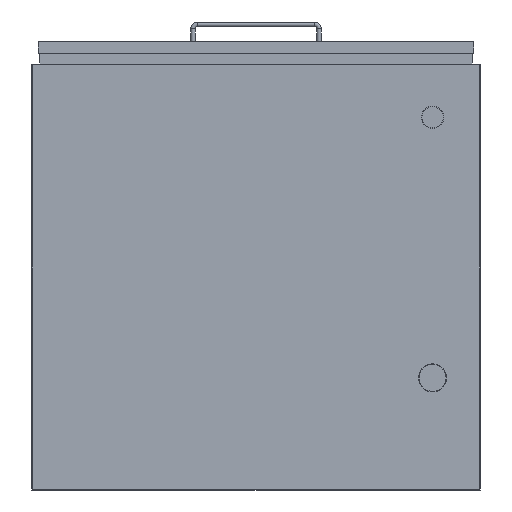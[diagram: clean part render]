
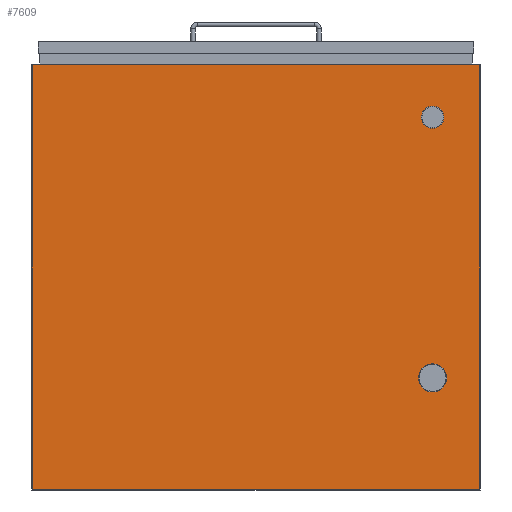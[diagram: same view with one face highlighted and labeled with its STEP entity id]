
A CAD part, front view. The second image highlights one B-rep face of the part: STEP entity #7609.
In plain terms, the highlighted planar face has unit normal (0, -1, 0).
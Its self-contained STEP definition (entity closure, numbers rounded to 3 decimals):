
#76=FACE_BOUND('',#880,.T.);
#77=FACE_BOUND('',#881,.T.);
#93=CIRCLE('',#8104,25.);
#94=CIRCLE('',#8105,25.);
#97=CIRCLE('',#8110,20.);
#98=CIRCLE('',#8111,20.);
#428=FACE_OUTER_BOUND('',#879,.T.);
#879=EDGE_LOOP('',(#5258,#5259,#5260,#5261));
#880=EDGE_LOOP('',(#5262,#5263));
#881=EDGE_LOOP('',(#5264,#5265));
#1411=LINE('',#11163,#2333);
#1413=LINE('',#11167,#2335);
#1415=LINE('',#11171,#2337);
#1417=LINE('',#11174,#2339);
#2333=VECTOR('',#8948,10.);
#2335=VECTOR('',#8952,10.);
#2337=VECTOR('',#8956,10.);
#2339=VECTOR('',#8960,10.);
#3192=VERTEX_POINT('',#11074);
#3193=VERTEX_POINT('',#11076);
#3196=VERTEX_POINT('',#11085);
#3197=VERTEX_POINT('',#11087);
#3222=VERTEX_POINT('',#11160);
#3223=VERTEX_POINT('',#11162);
#3224=VERTEX_POINT('',#11166);
#3225=VERTEX_POINT('',#11170);
#3965=EDGE_CURVE('',#3193,#3192,#93,.T.);
#3966=EDGE_CURVE('',#3192,#3193,#94,.T.);
#3970=EDGE_CURVE('',#3197,#3196,#97,.T.);
#3971=EDGE_CURVE('',#3196,#3197,#98,.T.);
#4007=EDGE_CURVE('',#3222,#3223,#1411,.T.);
#4009=EDGE_CURVE('',#3224,#3222,#1413,.T.);
#4011=EDGE_CURVE('',#3225,#3224,#1415,.T.);
#4013=EDGE_CURVE('',#3223,#3225,#1417,.T.);
#5258=ORIENTED_EDGE('',*,*,#4013,.F.);
#5259=ORIENTED_EDGE('',*,*,#4007,.F.);
#5260=ORIENTED_EDGE('',*,*,#4009,.F.);
#5261=ORIENTED_EDGE('',*,*,#4011,.F.);
#5262=ORIENTED_EDGE('',*,*,#3965,.T.);
#5263=ORIENTED_EDGE('',*,*,#3966,.T.);
#5264=ORIENTED_EDGE('',*,*,#3970,.T.);
#5265=ORIENTED_EDGE('',*,*,#3971,.T.);
#7229=PLANE('',#8127);
#7609=ADVANCED_FACE('',(#428,#76,#77),#7229,.F.);
#8104=AXIS2_PLACEMENT_3D('',#11077,#8872,#8873);
#8105=AXIS2_PLACEMENT_3D('',#11078,#8874,#8875);
#8110=AXIS2_PLACEMENT_3D('',#11088,#8885,#8886);
#8111=AXIS2_PLACEMENT_3D('',#11089,#8887,#8888);
#8127=AXIS2_PLACEMENT_3D('',#11175,#8961,#8962);
#8872=DIRECTION('center_axis',(0.,1.,0.));
#8873=DIRECTION('ref_axis',(1.,0.,0.));
#8874=DIRECTION('center_axis',(0.,1.,0.));
#8875=DIRECTION('ref_axis',(1.,0.,0.));
#8885=DIRECTION('center_axis',(0.,1.,0.));
#8886=DIRECTION('ref_axis',(1.,0.,0.));
#8887=DIRECTION('center_axis',(0.,1.,0.));
#8888=DIRECTION('ref_axis',(1.,0.,0.));
#8948=DIRECTION('',(1.,0.,0.));
#8952=DIRECTION('',(0.,0.,1.));
#8956=DIRECTION('',(-1.,0.,0.));
#8960=DIRECTION('',(0.,0.,-1.));
#8961=DIRECTION('center_axis',(0.,1.,0.));
#8962=DIRECTION('ref_axis',(0.,0.,1.));
#11074=CARTESIAN_POINT('',(290.,0.,-180.));
#11076=CARTESIAN_POINT('',(340.,0.,-180.));
#11077=CARTESIAN_POINT('Origin',(315.,0.,-180.));
#11078=CARTESIAN_POINT('Origin',(315.,0.,-180.));
#11085=CARTESIAN_POINT('',(295.,0.,285.));
#11087=CARTESIAN_POINT('',(335.,0.,285.));
#11088=CARTESIAN_POINT('Origin',(315.,0.,285.));
#11089=CARTESIAN_POINT('Origin',(315.,0.,285.));
#11160=CARTESIAN_POINT('',(-400.,0.,380.));
#11162=CARTESIAN_POINT('',(400.,0.,380.));
#11163=CARTESIAN_POINT('',(-400.,0.,380.));
#11166=CARTESIAN_POINT('',(-400.,0.,-380.));
#11167=CARTESIAN_POINT('',(-400.,0.,-380.));
#11170=CARTESIAN_POINT('',(400.,0.,-380.));
#11171=CARTESIAN_POINT('',(400.,0.,-380.));
#11174=CARTESIAN_POINT('',(400.,0.,380.));
#11175=CARTESIAN_POINT('Origin',(0.,0.,0.));
